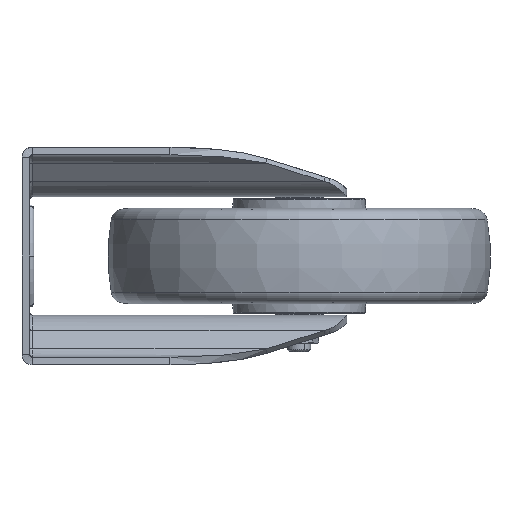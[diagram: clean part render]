
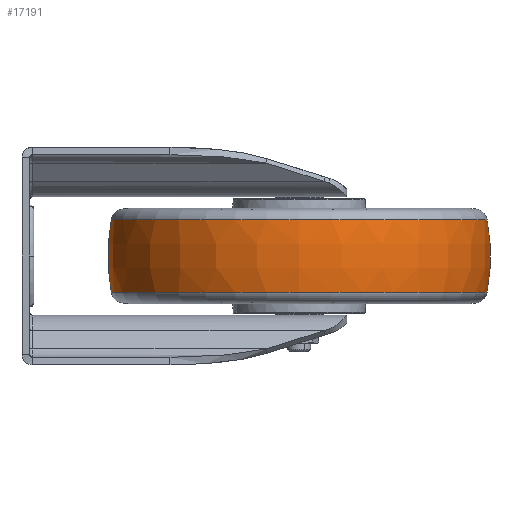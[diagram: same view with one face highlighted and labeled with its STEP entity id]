
A CAD part, left-side view. The second image highlights one B-rep face of the part: STEP entity #17191.
In plain terms, the highlighted toroidal (fillet/blend) face has major radius 10 mm and minor radius 110 mm.
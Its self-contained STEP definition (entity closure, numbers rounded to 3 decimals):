
#283 = DIRECTION ( 'NONE',  ( 0., 1., 0. ) ) ;
#1399 = DIRECTION ( 'NONE',  ( -1., 0., 0. ) ) ;
#1543 = CARTESIAN_POINT ( 'NONE',  ( -74.96, -152.703, 18.854 ) ) ;
#1726 = DIRECTION ( 'NONE',  ( 0., 0., -1. ) ) ;
#2085 = EDGE_CURVE ( 'NONE', #9905, #2428, #9643, .T. ) ;
#2428 = VERTEX_POINT ( 'NONE', #3389 ) ;
#2432 = VERTEX_POINT ( 'NONE', #4788 ) ;
#2624 = CARTESIAN_POINT ( 'NONE',  ( -74.96, -44.331, 0. ) ) ;
#3061 = CARTESIAN_POINT ( 'NONE',  ( -74.96, -54.331, 18.854 ) ) ;
#3209 = AXIS2_PLACEMENT_3D ( 'NONE', #3061, #15286, #14049 ) ;
#3389 = CARTESIAN_POINT ( 'NONE',  ( -74.96, -152.703, -18.854 ) ) ;
#3902 = DIRECTION ( 'NONE',  ( 1., 0., 0. ) ) ;
#4009 = EDGE_LOOP ( 'NONE', ( #11626, #6201, #7131, #8944 ) ) ;
#4479 = AXIS2_PLACEMENT_3D ( 'NONE', #15459, #1726, #283 ) ;
#4702 = EDGE_CURVE ( 'NONE', #2428, #2432, #14901, .T. ) ;
#4788 = CARTESIAN_POINT ( 'NONE',  ( -74.96, 44.042, -18.854 ) ) ;
#6201 = ORIENTED_EDGE ( 'NONE', *, *, #17275, .T. ) ;
#6885 = DIRECTION ( 'NONE',  ( 0., 1., 0. ) ) ;
#7131 = ORIENTED_EDGE ( 'NONE', *, *, #17800, .T. ) ;
#7968 = TOROIDAL_SURFACE ( 'NONE', #4479, -10., 110. ) ;
#8019 = DIRECTION ( 'NONE',  ( 0., -1., 0. ) ) ;
#8944 = ORIENTED_EDGE ( 'NONE', *, *, #4702, .F. ) ;
#9247 = FACE_OUTER_BOUND ( 'NONE', #4009, .T. ) ;
#9643 = CIRCLE ( 'NONE', #11137, 110. ) ;
#9865 = AXIS2_PLACEMENT_3D ( 'NONE', #12442, #17715, #6885 ) ;
#9905 = VERTEX_POINT ( 'NONE', #1543 ) ;
#10303 = CARTESIAN_POINT ( 'NONE',  ( -74.96, 44.042, 18.854 ) ) ;
#11137 = AXIS2_PLACEMENT_3D ( 'NONE', #2624, #3902, #14841 ) ;
#11626 = ORIENTED_EDGE ( 'NONE', *, *, #2085, .F. ) ;
#12229 = CIRCLE ( 'NONE', #13577, 110. ) ;
#12442 = CARTESIAN_POINT ( 'NONE',  ( -74.96, -54.331, -18.854 ) ) ;
#13577 = AXIS2_PLACEMENT_3D ( 'NONE', #17639, #1399, #8019 ) ;
#13775 = CIRCLE ( 'NONE', #3209, 98.372 ) ;
#14049 = DIRECTION ( 'NONE',  ( 0., 1., 0. ) ) ;
#14841 = DIRECTION ( 'NONE',  ( 0., 1., 0. ) ) ;
#14901 = CIRCLE ( 'NONE', #9865, 98.372 ) ;
#15286 = DIRECTION ( 'NONE',  ( 0., 0., -1. ) ) ;
#15459 = CARTESIAN_POINT ( 'NONE',  ( -74.96, -54.331, 0. ) ) ;
#17191 = ADVANCED_FACE ( 'NONE', ( #9247 ), #7968, .T. ) ;
#17275 = EDGE_CURVE ( 'NONE', #9905, #17614, #13775, .T. ) ;
#17614 = VERTEX_POINT ( 'NONE', #10303 ) ;
#17639 = CARTESIAN_POINT ( 'NONE',  ( -74.96, -64.331, 0. ) ) ;
#17715 = DIRECTION ( 'NONE',  ( 0., 0., -1. ) ) ;
#17800 = EDGE_CURVE ( 'NONE', #17614, #2432, #12229, .T. ) ;
